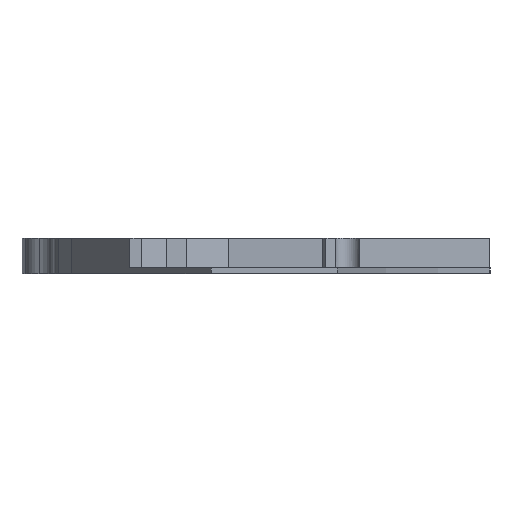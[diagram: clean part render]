
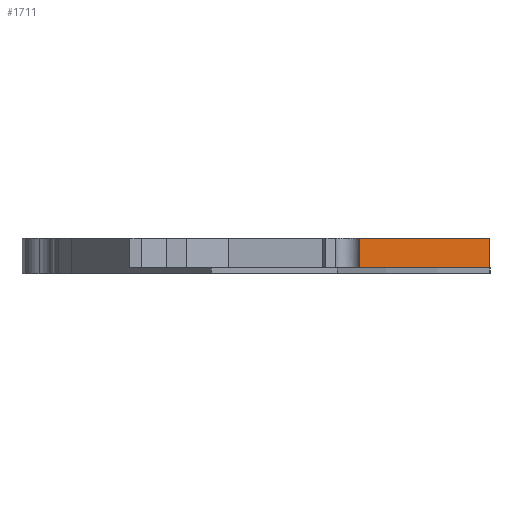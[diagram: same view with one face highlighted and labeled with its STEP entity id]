
A CAD part, left-side view. The second image highlights one B-rep face of the part: STEP entity #1711.
In plain terms, the highlighted planar face has unit normal (-0.996, -0.095, 0).
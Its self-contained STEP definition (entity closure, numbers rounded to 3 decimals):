
#83=FACE_OUTER_BOUND('',#168,.T.);
#168=EDGE_LOOP('',(#1133,#1134,#1135,#1136));
#267=LINE('',#2421,#486);
#268=LINE('',#2423,#487);
#269=LINE('',#2425,#488);
#270=LINE('',#2426,#489);
#486=VECTOR('',#1951,10.);
#487=VECTOR('',#1952,10.);
#488=VECTOR('',#1953,10.);
#489=VECTOR('',#1954,10.);
#705=VERTEX_POINT('',#2419);
#706=VERTEX_POINT('',#2420);
#707=VERTEX_POINT('',#2422);
#708=VERTEX_POINT('',#2424);
#876=EDGE_CURVE('',#705,#706,#267,.T.);
#877=EDGE_CURVE('',#705,#707,#268,.T.);
#878=EDGE_CURVE('',#708,#707,#269,.T.);
#879=EDGE_CURVE('',#706,#708,#270,.T.);
#1133=ORIENTED_EDGE('',*,*,#876,.F.);
#1134=ORIENTED_EDGE('',*,*,#877,.T.);
#1135=ORIENTED_EDGE('',*,*,#878,.F.);
#1136=ORIENTED_EDGE('',*,*,#879,.F.);
#1644=PLANE('',#1819);
#1711=ADVANCED_FACE('',(#83),#1644,.T.);
#1819=AXIS2_PLACEMENT_3D('',#2418,#1949,#1950);
#1949=DIRECTION('center_axis',(-0.995,-0.095,0.));
#1950=DIRECTION('ref_axis',(0.095,-0.995,0.));
#1951=DIRECTION('',(-0.095,0.995,0.));
#1952=DIRECTION('',(0.,0.,1.));
#1953=DIRECTION('',(0.095,-0.995,0.));
#1954=DIRECTION('',(0.,0.,1.));
#2418=CARTESIAN_POINT('Origin',(59.629,-8.338,1.));
#2419=CARTESIAN_POINT('',(61.753,-30.614,1.));
#2420=CARTESIAN_POINT('',(59.629,-8.338,1.));
#2421=CARTESIAN_POINT('',(58.531,3.176,1.));
#2422=CARTESIAN_POINT('',(61.753,-30.614,6.));
#2423=CARTESIAN_POINT('',(61.753,-30.614,1.));
#2424=CARTESIAN_POINT('',(59.629,-8.338,6.));
#2425=CARTESIAN_POINT('',(58.565,2.815,6.));
#2426=CARTESIAN_POINT('',(59.629,-8.338,1.));
